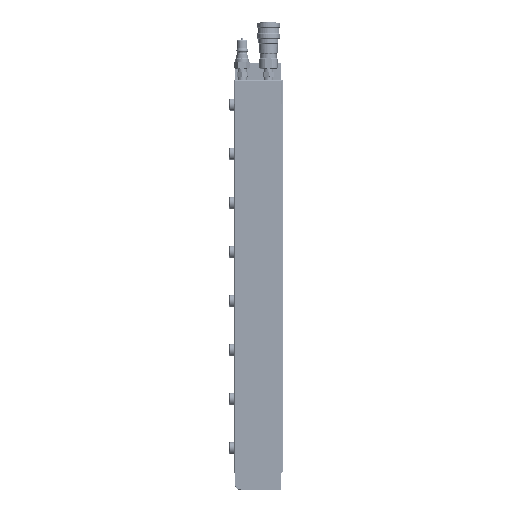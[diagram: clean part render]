
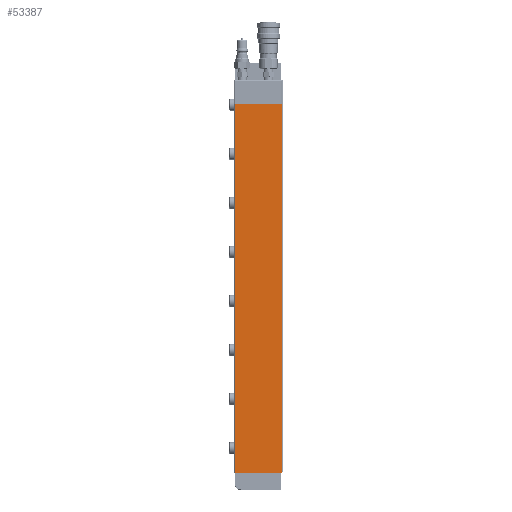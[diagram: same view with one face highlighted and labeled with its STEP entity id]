
A CAD part, left-side view. The second image highlights one B-rep face of the part: STEP entity #53387.
In plain terms, the highlighted planar face has unit normal (-1, 0, 0).
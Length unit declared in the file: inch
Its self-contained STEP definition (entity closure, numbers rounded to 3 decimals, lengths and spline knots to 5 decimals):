
#4836 = EDGE_CURVE ( 'NONE', #75618, #65828, #53948, .T. ) ;
#7713 = VECTOR ( 'NONE', #120360, 39.37008 ) ;
#9305 = DIRECTION ( 'NONE',  ( 0., 0., -1. ) ) ;
#14040 = DIRECTION ( 'NONE',  ( 0., 0., 1. ) ) ;
#19226 = CARTESIAN_POINT ( 'NONE',  ( -10., 0.02, 8. ) ) ;
#21058 = EDGE_LOOP ( 'NONE', ( #115704, #39914, #53281, #45725 ) ) ;
#31000 = VECTOR ( 'NONE', #14040, 39.37008 ) ;
#33163 = CARTESIAN_POINT ( 'NONE',  ( -10., 1.95, 8. ) ) ;
#39914 = ORIENTED_EDGE ( 'NONE', *, *, #42761, .T. ) ;
#42761 = EDGE_CURVE ( 'NONE', #65828, #116554, #73950, .T. ) ;
#45725 = ORIENTED_EDGE ( 'NONE', *, *, #132946, .T. ) ;
#51229 = CARTESIAN_POINT ( 'NONE',  ( -10., 1.97, 8. ) ) ;
#53281 = ORIENTED_EDGE ( 'NONE', *, *, #77995, .F. ) ;
#53387 = ADVANCED_FACE ( 'NONE', ( #114801 ), #131297, .F. ) ;
#53948 = LINE ( 'NONE', #97851, #7713 ) ;
#54135 = CARTESIAN_POINT ( 'NONE',  ( -10., 0.02, -8. ) ) ;
#54921 = CARTESIAN_POINT ( 'NONE',  ( -10., 1.97, 8. ) ) ;
#61564 = DIRECTION ( 'NONE',  ( 0., 0., -1. ) ) ;
#63215 = CARTESIAN_POINT ( 'NONE',  ( -10., 0.02, 8. ) ) ;
#65828 = VERTEX_POINT ( 'NONE', #54135 ) ;
#68326 = AXIS2_PLACEMENT_3D ( 'NONE', #51229, #132173, #61564 ) ;
#73950 = LINE ( 'NONE', #63215, #31000 ) ;
#75618 = VERTEX_POINT ( 'NONE', #82066 ) ;
#77995 = EDGE_CURVE ( 'NONE', #86198, #116554, #84275, .T. ) ;
#82066 = CARTESIAN_POINT ( 'NONE',  ( -10., 1.95, -8. ) ) ;
#84275 = LINE ( 'NONE', #54921, #130817 ) ;
#86198 = VERTEX_POINT ( 'NONE', #33163 ) ;
#88006 = LINE ( 'NONE', #91261, #131925 ) ;
#91261 = CARTESIAN_POINT ( 'NONE',  ( -10., 1.95, 8. ) ) ;
#96367 = DIRECTION ( 'NONE',  ( 0., -1., 0. ) ) ;
#97851 = CARTESIAN_POINT ( 'NONE',  ( -10., 1.97, -8. ) ) ;
#114801 = FACE_OUTER_BOUND ( 'NONE', #21058, .T. ) ;
#115704 = ORIENTED_EDGE ( 'NONE', *, *, #4836, .T. ) ;
#116554 = VERTEX_POINT ( 'NONE', #19226 ) ;
#120360 = DIRECTION ( 'NONE',  ( 0., -1., 0. ) ) ;
#130817 = VECTOR ( 'NONE', #96367, 39.37008 ) ;
#131297 = PLANE ( 'NONE',  #68326 ) ;
#131925 = VECTOR ( 'NONE', #9305, 39.37008 ) ;
#132173 = DIRECTION ( 'NONE',  ( 1., 0., 0. ) ) ;
#132946 = EDGE_CURVE ( 'NONE', #86198, #75618, #88006, .T. ) ;
